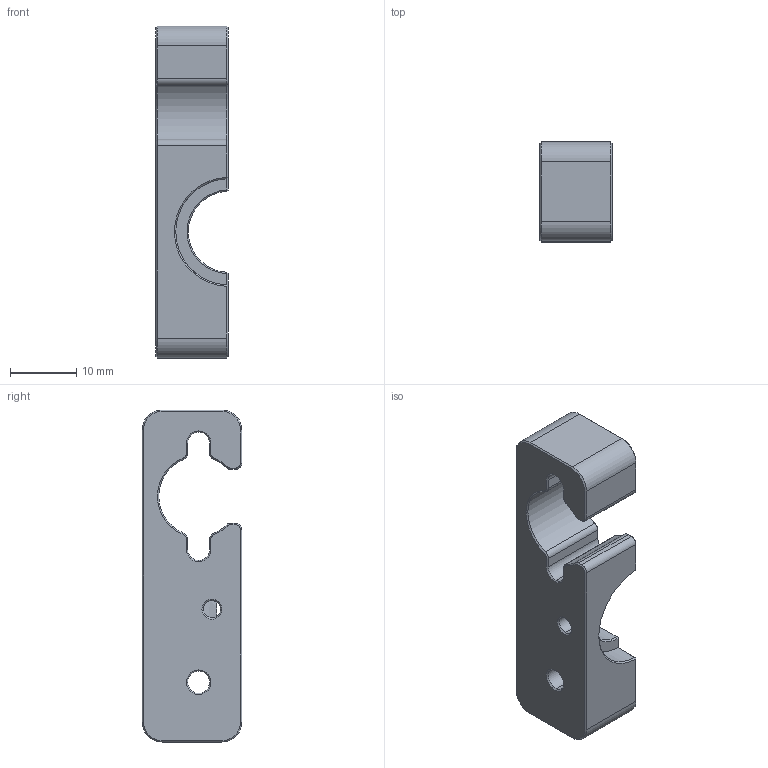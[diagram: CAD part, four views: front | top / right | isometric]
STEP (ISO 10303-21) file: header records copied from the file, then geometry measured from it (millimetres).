
FILE_DESCRIPTION (( 'STEP AP203' ), '1' );
FILE_NAME ('坋趼賑輸NEW_3.STEP', '2021-08-04T04:24:47', ( '' ), ( '' ), 'SwSTEP 2.0', 'SolidWorks 2018', '' );
FILE_SCHEMA (( 'CONFIG_CONTROL_DESIGN' ));
Length unit declared in the file: millimetre
Products named in the file (1): 坋趼賑輸NEW_3
Bounding box: 10.9 x 15 x 50 mm (x, y, z)
Volume: 5158.1 mm3; surface area: 3021.6 mm2
Topology: 1 solids, 1 shells, 130 faces, 298 edges, 169 vertices
Faces by surface type: plane 58, cone 46, cylinder 26
Entity records: 3702 total; most frequent: CARTESIAN_POINT 672, DIRECTION 645, ORIENTED_EDGE 596, EDGE_CURVE 298, AXIS2_PLACEMENT_3D 228, LINE 189, VECTOR 189, VERTEX_POINT 169
